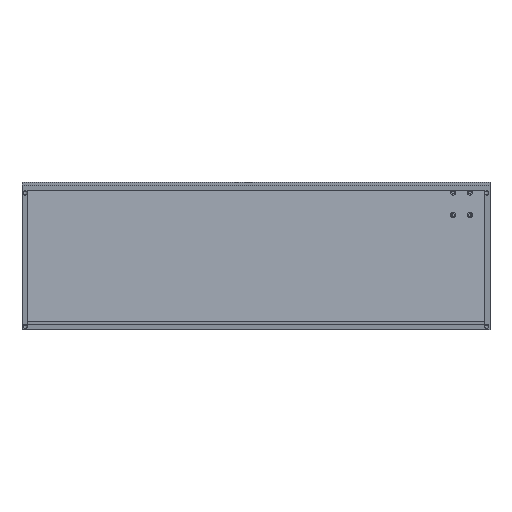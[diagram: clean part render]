
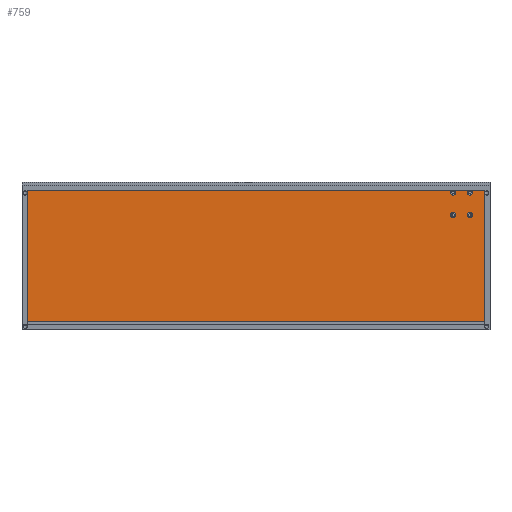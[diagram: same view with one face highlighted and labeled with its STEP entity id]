
A CAD part, top view. The second image highlights one B-rep face of the part: STEP entity #759.
In plain terms, the highlighted planar face has unit normal (0, 0, 1).
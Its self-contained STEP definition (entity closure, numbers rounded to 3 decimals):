
#23=FACE_BOUND('',#125,.T.);
#24=FACE_BOUND('',#126,.T.);
#25=FACE_BOUND('',#127,.T.);
#26=FACE_BOUND('',#128,.T.);
#42=PLANE('',#813);
#75=FACE_OUTER_BOUND('',#124,.T.);
#124=EDGE_LOOP('',(#539,#540,#541,#542));
#125=EDGE_LOOP('',(#543));
#126=EDGE_LOOP('',(#544));
#127=EDGE_LOOP('',(#545));
#128=EDGE_LOOP('',(#546));
#189=LINE('',#1146,#258);
#190=LINE('',#1148,#259);
#191=LINE('',#1150,#260);
#192=LINE('',#1151,#261);
#258=VECTOR('',#910,10.);
#259=VECTOR('',#911,10.);
#260=VECTOR('',#912,10.);
#261=VECTOR('',#913,10.);
#327=CIRCLE('',#810,2.6);
#329=CIRCLE('',#814,2.6);
#330=CIRCLE('',#815,2.6);
#331=CIRCLE('',#816,2.6);
#356=VERTEX_POINT('',#1137);
#358=VERTEX_POINT('',#1144);
#359=VERTEX_POINT('',#1145);
#360=VERTEX_POINT('',#1147);
#361=VERTEX_POINT('',#1149);
#362=VERTEX_POINT('',#1152);
#363=VERTEX_POINT('',#1154);
#364=VERTEX_POINT('',#1156);
#427=EDGE_CURVE('',#356,#356,#327,.T.);
#430=EDGE_CURVE('',#358,#359,#189,.T.);
#431=EDGE_CURVE('',#360,#358,#190,.T.);
#432=EDGE_CURVE('',#360,#361,#191,.T.);
#433=EDGE_CURVE('',#359,#361,#192,.T.);
#434=EDGE_CURVE('',#362,#362,#329,.T.);
#435=EDGE_CURVE('',#363,#363,#330,.T.);
#436=EDGE_CURVE('',#364,#364,#331,.T.);
#539=ORIENTED_EDGE('',*,*,#430,.F.);
#540=ORIENTED_EDGE('',*,*,#431,.F.);
#541=ORIENTED_EDGE('',*,*,#432,.T.);
#542=ORIENTED_EDGE('',*,*,#433,.F.);
#543=ORIENTED_EDGE('',*,*,#434,.T.);
#544=ORIENTED_EDGE('',*,*,#435,.T.);
#545=ORIENTED_EDGE('',*,*,#436,.T.);
#546=ORIENTED_EDGE('',*,*,#427,.T.);
#759=ADVANCED_FACE('',(#75,#23,#24,#25,#26),#42,.T.);
#810=AXIS2_PLACEMENT_3D('',#1138,#901,#902);
#813=AXIS2_PLACEMENT_3D('',#1143,#908,#909);
#814=AXIS2_PLACEMENT_3D('',#1153,#914,#915);
#815=AXIS2_PLACEMENT_3D('',#1155,#916,#917);
#816=AXIS2_PLACEMENT_3D('',#1157,#918,#919);
#901=DIRECTION('center_axis',(0.,0.,-1.));
#902=DIRECTION('ref_axis',(1.,0.,0.));
#908=DIRECTION('center_axis',(0.,0.,1.));
#909=DIRECTION('ref_axis',(1.,0.,0.));
#910=DIRECTION('',(1.,0.,0.));
#911=DIRECTION('',(0.,1.,0.));
#912=DIRECTION('',(1.,0.,0.));
#913=DIRECTION('',(0.,-1.,0.));
#914=DIRECTION('center_axis',(0.,0.,-1.));
#915=DIRECTION('ref_axis',(1.,0.,0.));
#916=DIRECTION('center_axis',(0.,0.,-1.));
#917=DIRECTION('ref_axis',(1.,0.,0.));
#918=DIRECTION('center_axis',(0.,0.,-1.));
#919=DIRECTION('ref_axis',(1.,0.,0.));
#1137=CARTESIAN_POINT('',(516.585,-243.926,0.328));
#1138=CARTESIAN_POINT('Origin',(519.185,-243.926,0.328));
#1143=CARTESIAN_POINT('Origin',(316.432,-281.447,0.328));
#1144=CARTESIAN_POINT('',(99.62,-218.14,0.328));
#1145=CARTESIAN_POINT('',(533.244,-218.14,0.328));
#1146=CARTESIAN_POINT('',(427.388,-218.14,0.328));
#1147=CARTESIAN_POINT('',(99.62,-344.754,0.328));
#1148=CARTESIAN_POINT('',(99.62,-281.447,0.328));
#1149=CARTESIAN_POINT('',(533.244,-344.754,0.328));
#1150=CARTESIAN_POINT('',(533.244,-344.754,0.328));
#1151=CARTESIAN_POINT('',(533.244,-275.491,0.328));
#1152=CARTESIAN_POINT('',(500.835,-243.926,0.328));
#1153=CARTESIAN_POINT('Origin',(503.435,-243.926,0.328));
#1154=CARTESIAN_POINT('',(500.835,-222.426,0.328));
#1155=CARTESIAN_POINT('Origin',(503.435,-222.426,0.328));
#1156=CARTESIAN_POINT('',(516.585,-222.426,0.328));
#1157=CARTESIAN_POINT('Origin',(519.185,-222.426,0.328));
